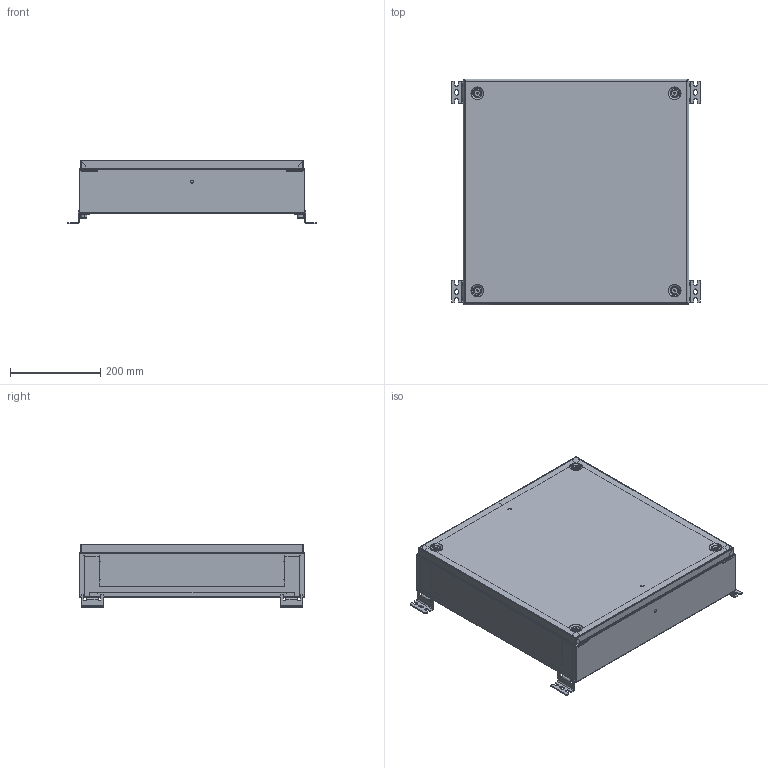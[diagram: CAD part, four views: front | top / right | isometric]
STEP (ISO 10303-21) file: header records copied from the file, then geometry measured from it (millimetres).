
FILE_DESCRIPTION (( 'STEP AP214' ), '1' );
FILE_NAME ('315.512.STEP', '2025-03-17T09:32:02', ( '' ), ( '' ), 'SwSTEP 2.0', 'SolidWorks 2021', '' );
FILE_SCHEMA (( 'AUTOMOTIVE_DESIGN' ));
Length unit declared in the file: millimetre
Products named in the file (15): Øïèëüêà ïðèâàðíàÿ Ì6õ16; 315.512; 471.100 Íàñòåííîå êðåïëåíèå; ÊÒ.315.512.10.01 Êîðïóñ øêàôà W500H500D120; 室.315.512.10.02 署赅 W500D120; Âèíò Ì6õ25 ìåáåëüíûé; 室.315.512.10.02 署赅 蚜 W500D120.SLDPRT; ÊÒ.315.512.20.01 Êðûøêà äâåðíàÿ W500H500; Ãàñêåòèíã W500H500; Çàêëåïêà ðåçüáîâàÿ Ì8 øåñòèãðàííàÿ ñ óìåíüøåííûì áîðòîì; Çàêëåïêà ðåçüáîâàÿ Ì6 øåñòèãðàííàÿ ñ óìåíüøåííûì áîðòîì; ÊÒ.315.512.10.03 Ðàìà ìîíòàæíîé ïàíåëè H500; 妈眚 DIN 912-󋔊0-Zn; ÊÒ.315.512 ÑÁ Êàðêàñ øêàôà; ÊÒ.315.512.20.00 Êðûøêà ïåðåäíÿÿ ÑÁ
Assembly tree (33 placements, depth 4):
  315.512
    ÊÒ.315.512 ÑÁ Êàðêàñ øêàôà
      ÊÒ.315.512.10.01 Êîðïóñ øêàôà W500H500D120
      室.315.512.10.02 署赅 蚜 W500D120.SLDPRT  x2
        室.315.512.10.02 署赅 W500D120
        Øïèëüêà ïðèâàðíàÿ Ì6õ16
      ÊÒ.315.512.10.03 Ðàìà ìîíòàæíîé ïàíåëè H500  x2
    ÊÒ.315.512.20.00 Êðûøêà ïåðåäíÿÿ ÑÁ
      ÊÒ.315.512.20.01 Êðûøêà äâåðíàÿ W500H500
      Ãàñêåòèíã W500H500
      Øïèëüêà ïðèâàðíàÿ Ì6õ16  x2
    Çàêëåïêà ðåçüáîâàÿ Ì6 øåñòèãðàííàÿ ñ óìåíüøåííûì áîðòîì  x4
    Çàêëåïêà ðåçüáîâàÿ Ì8 øåñòèãðàííàÿ ñ óìåíüøåííûì áîðòîì  x4
    471.100 Íàñòåííîå êðåïëåíèå  x4
    妈眚 DIN 912-󋔊0-Zn  x4
    Âèíò Ì6õ25 ìåáåëüíûé  x4
Bounding box: 552 x 500 x 141.6 mm (x, y, z)
Volume: 1063012.4 mm3; surface area: 1781832.3 mm2
Topology: 31 solids, 31 shells, 1683 faces, 4283 edges, 2680 vertices
Faces by surface type: cylinder 798, plane 701, cone 128, bspline 28, torus 28
Entity records: 27740 total; most frequent: CARTESIAN_POINT 11006, ORIENTED_EDGE 3380, DIRECTION 3329, EDGE_CURVE 1690, AXIS2_PLACEMENT_3D 1166, VERTEX_POINT 1054, VECTOR 997, LINE 997
